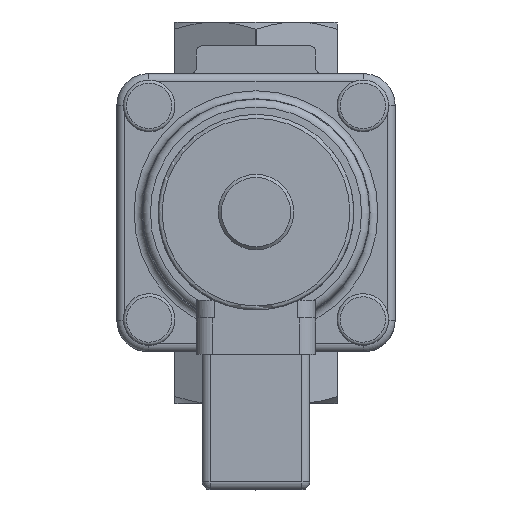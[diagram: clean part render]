
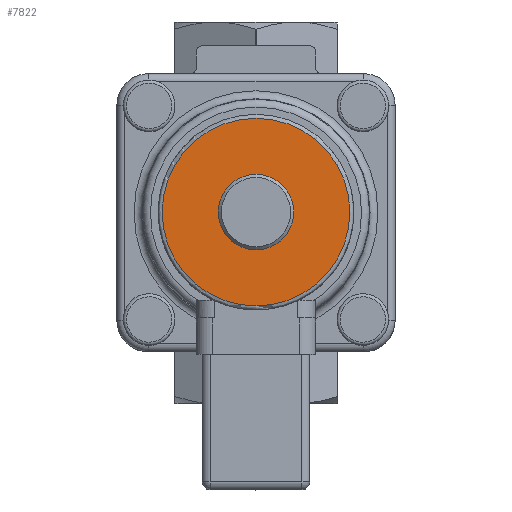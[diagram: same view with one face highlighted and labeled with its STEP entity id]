
A CAD part, top view. The second image highlights one B-rep face of the part: STEP entity #7822.
In plain terms, the highlighted planar face has unit normal (0, 0, 1).
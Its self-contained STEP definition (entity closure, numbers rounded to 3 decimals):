
#1376=PLANE('',#8406);
#1692=FACE_BOUND('',#2384,.T.);
#1863=FACE_OUTER_BOUND('',#2383,.T.);
#2383=EDGE_LOOP('',(#5723));
#2384=EDGE_LOOP('',(#5724));
#2930=CIRCLE('',#8407,23.6);
#2931=CIRCLE('',#8408,8.7);
#3433=VERTEX_POINT('',#12217);
#3434=VERTEX_POINT('',#12219);
#4287=EDGE_CURVE('',#3433,#3433,#2930,.T.);
#4288=EDGE_CURVE('',#3434,#3434,#2931,.T.);
#5723=ORIENTED_EDGE('',*,*,#4287,.F.);
#5724=ORIENTED_EDGE('',*,*,#4288,.F.);
#7822=ADVANCED_FACE('',(#1863,#1692),#1376,.T.);
#8406=AXIS2_PLACEMENT_3D('',#12216,#9670,#9671);
#8407=AXIS2_PLACEMENT_3D('',#12218,#9672,#9673);
#8408=AXIS2_PLACEMENT_3D('',#12220,#9674,#9675);
#9670=DIRECTION('center_axis',(0.,0.,
1.));
#9671=DIRECTION('ref_axis',(1.,0.,0.));
#9672=DIRECTION('center_axis',(0.,0.,
-1.));
#9673=DIRECTION('ref_axis',(0.,1.,0.));
#9674=DIRECTION('center_axis',(0.,0.,
1.));
#9675=DIRECTION('ref_axis',(-1.,0.,0.));
#12216=CARTESIAN_POINT('Origin',(0.,14.825,115.8));
#12217=CARTESIAN_POINT('',(0.,23.6,115.8));
#12218=CARTESIAN_POINT('Origin',(0.,0.,
115.8));
#12219=CARTESIAN_POINT('',(8.7,0.,115.8));
#12220=CARTESIAN_POINT('Origin',(0.,0.,
115.8));
